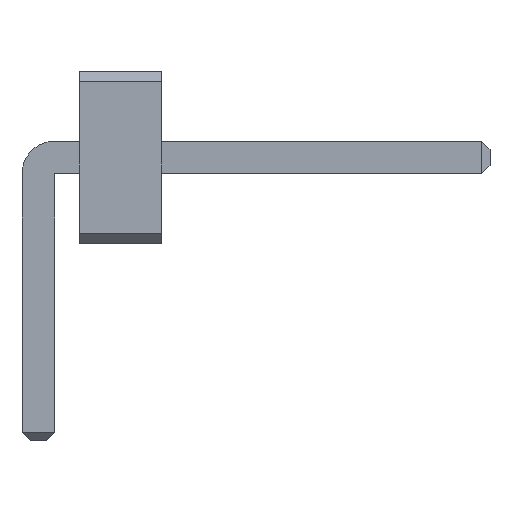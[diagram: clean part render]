
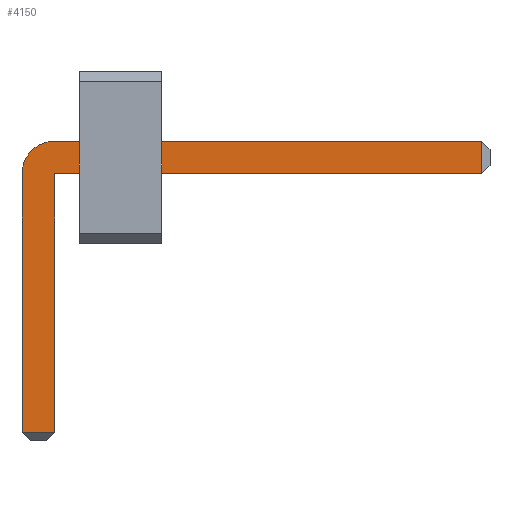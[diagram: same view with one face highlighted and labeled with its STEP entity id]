
A CAD part, front view. The second image highlights one B-rep face of the part: STEP entity #4150.
In plain terms, the highlighted planar face has unit normal (0, -1, 0).
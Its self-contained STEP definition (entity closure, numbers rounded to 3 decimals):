
#13=DIRECTION('',(0.,0.,1.));
#27=VECTOR('',#28,1.);
#28=DIRECTION('',(1.,0.,0.));
#1867=VECTOR('',#13,1.);
#3924=DIRECTION('',(0.,0.,-1.));
#3961=VECTOR('',#3924,1.);
#3968=VECTOR('',#3969,1.);
#3969=DIRECTION('',(-1.,0.,0.));
#3990=DIRECTION('',(-0.,1.,0.));
#3994=DIRECTION('',(0.,1.,0.));
#3995=DIRECTION('',(1.,0.,0.));
#4002=VERTEX_POINT('',#4003);
#4003=CARTESIAN_POINT('',(0.2,-39.57,1.25));
#4005=ORIENTED_EDGE('',*,*,#4006,.T.);
#4006=EDGE_CURVE('',#4002,#4007,#4009,.T.);
#4007=VERTEX_POINT('',#4008);
#4008=CARTESIAN_POINT('',(5.4,-39.57,1.25));
#4009=LINE('',#4010,#27);
#4010=CARTESIAN_POINT('',(-0.2,-39.57,1.25));
#4046=EDGE_CURVE('',#4047,#4002,#4049,.T.);
#4047=VERTEX_POINT('',#4048);
#4048=CARTESIAN_POINT('',(-0.2,-39.57,0.85));
#4049=CIRCLE('',#4050,0.4);
#4050=AXIS2_PLACEMENT_3D('',#4051,#3990,#3924);
#4051=CARTESIAN_POINT('',(0.2,-39.57,0.85));
#4063=VERTEX_POINT('',#4064);
#4064=CARTESIAN_POINT('',(5.4,-39.57,0.85));
#4066=ORIENTED_EDGE('',*,*,#4067,.T.);
#4067=EDGE_CURVE('',#4063,#4068,#4069,.T.);
#4068=VERTEX_POINT('',#4051);
#4069=LINE('',#4070,#3968);
#4070=CARTESIAN_POINT('',(5.5,-39.57,0.85));
#4082=VERTEX_POINT('',#4083);
#4083=CARTESIAN_POINT('',(-0.2,-39.57,-2.3));
#4085=ORIENTED_EDGE('',*,*,#4086,.T.);
#4086=EDGE_CURVE('',#4082,#4047,#4087,.T.);
#4087=LINE('',#4088,#1867);
#4088=CARTESIAN_POINT('',(-0.2,-39.57,-2.4));
#4096=ORIENTED_EDGE('',*,*,#4097,.T.);
#4097=EDGE_CURVE('',#4068,#4098,#4100,.T.);
#4098=VERTEX_POINT('',#4099);
#4099=CARTESIAN_POINT('',(0.2,-39.57,-2.3));
#4100=LINE('',#4051,#3961);
#4150=ADVANCED_FACE('',(#4151),#4160,.F.);
#4151=FACE_BOUND('',#4152,.F.);
#4152=EDGE_LOOP('',(#4005,#4153,#4066,#4096,#4156,#4085,#4159));
#4153=ORIENTED_EDGE('',*,*,#4154,.T.);
#4154=EDGE_CURVE('',#4007,#4063,#4155,.T.);
#4155=LINE('',#4008,#3961);
#4156=ORIENTED_EDGE('',*,*,#4157,.T.);
#4157=EDGE_CURVE('',#4098,#4082,#4158,.T.);
#4158=LINE('',#4099,#3968);
#4159=ORIENTED_EDGE('',*,*,#4046,.T.);
#4160=PLANE('',#4161);
#4161=AXIS2_PLACEMENT_3D('',#4162,#3994,#3995);
#4162=CARTESIAN_POINT('',(1.729,-39.57,0.346));
